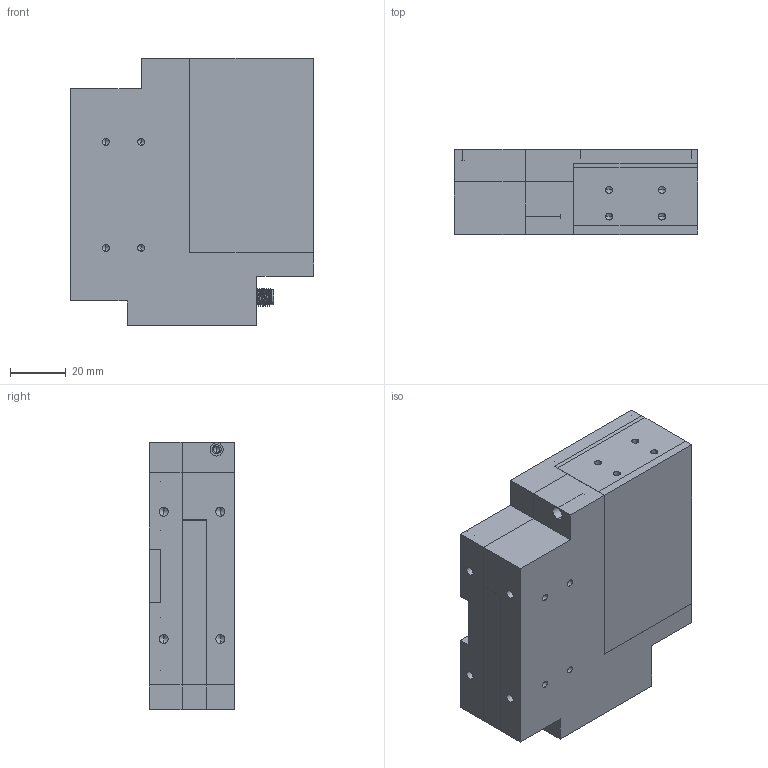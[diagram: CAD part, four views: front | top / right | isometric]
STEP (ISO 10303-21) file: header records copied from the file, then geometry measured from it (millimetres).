
FILE_DESCRIPTION (( 'STEP AP203' ), '1' );
FILE_NAME ('SSK-ST2730253027-28-C1.STEP', '2019-10-07T19:44:49', ( '' ), ( '' ), 'SwSTEP 2.0', 'SolidWorks 2016', '' );
FILE_SCHEMA (( 'CONFIG_CONTROL_DESIGN' ));
Length unit declared in the file: inch
Products named in the file (1): SSK-ST2730253027-28-C1
Bounding box: 87.25 x 30.53 x 96.01 mm (x, y, z)
Volume: 211785 mm3; surface area: 76804.8 mm2
Topology: 29 solids, 29 shells, 1555 faces, 3591 edges, 2135 vertices
Faces by surface type: cylinder 599, plane 445, cone 359, torus 150, bspline 2
Entity records: 44979 total; most frequent: CARTESIAN_POINT 9691, DIRECTION 7914, ORIENTED_EDGE 6898, EDGE_CURVE 3449, AXIS2_PLACEMENT_3D 3213, VERTEX_POINT 2135, EDGE_LOOP 1822, CIRCLE 1659
